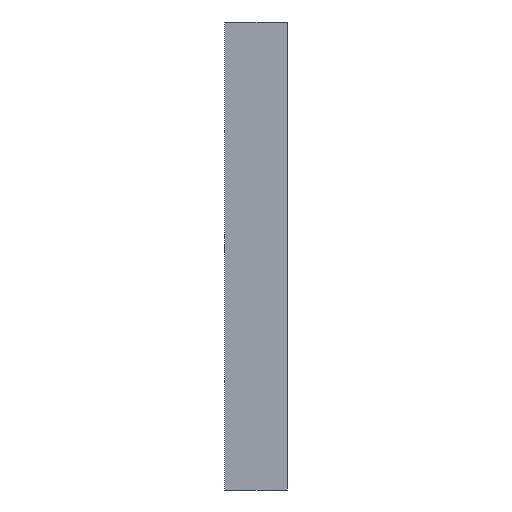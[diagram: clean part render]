
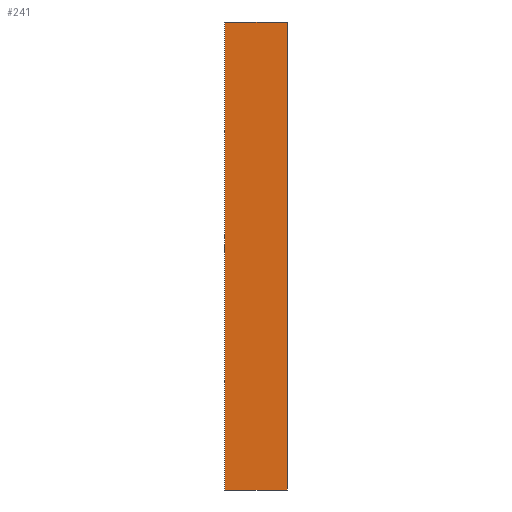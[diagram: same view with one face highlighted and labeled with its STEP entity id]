
A CAD part, front view. The second image highlights one B-rep face of the part: STEP entity #241.
In plain terms, the highlighted planar face has unit normal (0, -1, 0).
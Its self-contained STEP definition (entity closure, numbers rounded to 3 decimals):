
#10 = LINE ( 'NONE', #229, #858 ) ;
#59 = VECTOR ( 'NONE', #913, 1000. ) ;
#82 = CARTESIAN_POINT ( 'NONE',  ( 199., -1., 1500. ) ) ;
#100 = DIRECTION ( 'NONE',  ( 0., 0., 1. ) ) ;
#109 = AXIS2_PLACEMENT_3D ( 'NONE', #418, #360, #181 ) ;
#127 = LINE ( 'NONE', #1024, #59 ) ;
#174 = CARTESIAN_POINT ( 'NONE',  ( -201., -1., -1500. ) ) ;
#181 = DIRECTION ( 'NONE',  ( 0., 0., -1. ) ) ;
#222 = DIRECTION ( 'NONE',  ( 1., 0., 0. ) ) ;
#229 = CARTESIAN_POINT ( 'NONE',  ( -201., -1., 1500. ) ) ;
#239 = CARTESIAN_POINT ( 'NONE',  ( 199., -1., -1500. ) ) ;
#241 = ADVANCED_FACE ( 'NONE', ( #1043 ), #640, .T. ) ;
#353 = VERTEX_POINT ( 'NONE', #82 ) ;
#360 = DIRECTION ( 'NONE',  ( 0., -1., 0. ) ) ;
#385 = VERTEX_POINT ( 'NONE', #1248 ) ;
#418 = CARTESIAN_POINT ( 'NONE',  ( -201., -1., -1500. ) ) ;
#502 = VECTOR ( 'NONE', #100, 1000. ) ;
#515 = CARTESIAN_POINT ( 'NONE',  ( -199., -1., -1500. ) ) ;
#532 = DIRECTION ( 'NONE',  ( 1., 0., 0. ) ) ;
#595 = ORIENTED_EDGE ( 'NONE', *, *, #1230, .F. ) ;
#640 = PLANE ( 'NONE',  #109 ) ;
#763 = ORIENTED_EDGE ( 'NONE', *, *, #1088, .T. ) ;
#771 = EDGE_LOOP ( 'NONE', ( #595, #1082, #763, #828 ) ) ;
#828 = ORIENTED_EDGE ( 'NONE', *, *, #1228, .T. ) ;
#858 = VECTOR ( 'NONE', #222, 1000. ) ;
#873 = LINE ( 'NONE', #174, #1203 ) ;
#890 = CARTESIAN_POINT ( 'NONE',  ( 199., -1., -1500. ) ) ;
#908 = VERTEX_POINT ( 'NONE', #890 ) ;
#913 = DIRECTION ( 'NONE',  ( 0., 0., 1. ) ) ;
#955 = EDGE_CURVE ( 'NONE', #1086, #385, #127, .T. ) ;
#1024 = CARTESIAN_POINT ( 'NONE',  ( -199., -1., -1500. ) ) ;
#1043 = FACE_OUTER_BOUND ( 'NONE', #771, .T. ) ;
#1082 = ORIENTED_EDGE ( 'NONE', *, *, #955, .F. ) ;
#1086 = VERTEX_POINT ( 'NONE', #515 ) ;
#1088 = EDGE_CURVE ( 'NONE', #1086, #908, #873, .T. ) ;
#1092 = LINE ( 'NONE', #239, #502 ) ;
#1203 = VECTOR ( 'NONE', #532, 1000. ) ;
#1228 = EDGE_CURVE ( 'NONE', #908, #353, #1092, .T. ) ;
#1230 = EDGE_CURVE ( 'NONE', #385, #353, #10, .T. ) ;
#1248 = CARTESIAN_POINT ( 'NONE',  ( -199., -1., 1500. ) ) ;
